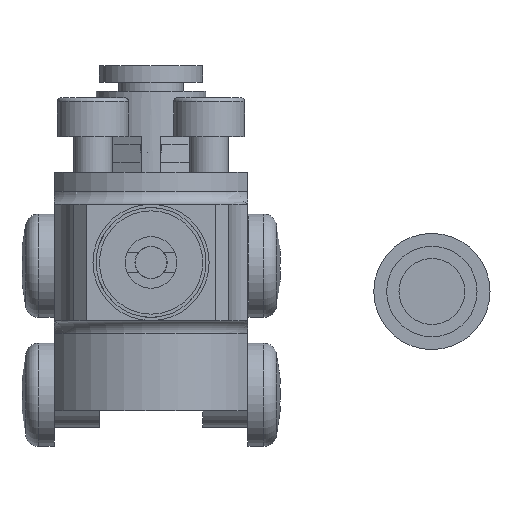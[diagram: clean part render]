
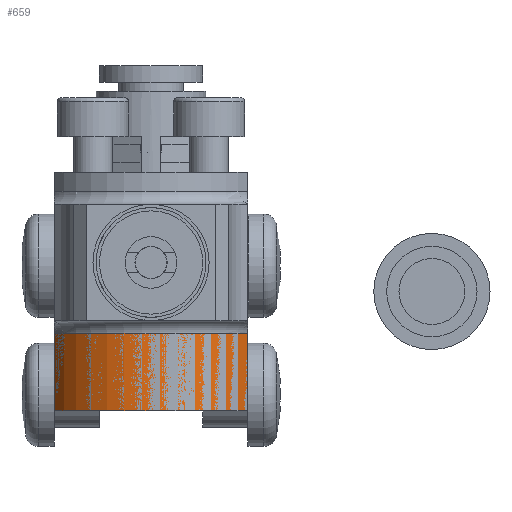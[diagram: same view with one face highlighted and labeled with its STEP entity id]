
A CAD part, left-side view. The second image highlights one B-rep face of the part: STEP entity #659.
In plain terms, the highlighted cylindrical face has radius 8.5 mm (diameter 17 mm), a partial arc.
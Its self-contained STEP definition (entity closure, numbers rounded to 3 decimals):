
#659 = ADVANCED_FACE( '', ( #974 ), #975, .T. );
#974 = FACE_OUTER_BOUND( '', #1604, .T. );
#975 = CYLINDRICAL_SURFACE( '', #1605, 8.5 );
#1604 = EDGE_LOOP( '', ( #2621, #2622, #2623, #2624 ) );
#1605 = AXIS2_PLACEMENT_3D( '', #2625, #2626, #2627 );
#2621 = ORIENTED_EDGE( '', *, *, #4348, .T. );
#2622 = ORIENTED_EDGE( '', *, *, #4435, .T. );
#2623 = ORIENTED_EDGE( '', *, *, #4436, .T. );
#2624 = ORIENTED_EDGE( '', *, *, #4437, .F. );
#2625 = CARTESIAN_POINT( '', ( 0., 0., 18. ) );
#2626 = DIRECTION( '', ( 0., 0., 1. ) );
#2627 = DIRECTION( '', ( -1., 0., 0. ) );
#4348 = EDGE_CURVE( '', #4960, #4958, #4961, .F. );
#4435 = EDGE_CURVE( '', #4958, #5120, #5121, .F. );
#4436 = EDGE_CURVE( '', #5120, #5122, #5123, .T. );
#4437 = EDGE_CURVE( '', #4960, #5122, #5124, .F. );
#4958 = VERTEX_POINT( '', #6007 );
#4960 = VERTEX_POINT( '', #6020 );
#4961 = LINE( '', #6021, #6022 );
#5120 = VERTEX_POINT( '', #6449 );
#5121 = CIRCLE( '', #6450, 8.5 );
#5122 = VERTEX_POINT( '', #6451 );
#5123 = LINE( '', #6452, #6453 );
#5124 = CIRCLE( '', #6454, 8.5 );
#6007 = CARTESIAN_POINT( '', ( 4., 7.5, -3.25 ) );
#6020 = CARTESIAN_POINT( '', ( 4., 7.5, -9.25 ) );
#6021 = CARTESIAN_POINT( '', ( 4., 7.5, 18. ) );
#6022 = VECTOR( '', #7925, 1000. );
#6449 = CARTESIAN_POINT( '', ( 4., -7.5, -3.25 ) );
#6450 = AXIS2_PLACEMENT_3D( '', #8076, #8077, #8078 );
#6451 = CARTESIAN_POINT( '', ( 4., -7.5, -9.25 ) );
#6452 = CARTESIAN_POINT( '', ( 4., -7.5, 18. ) );
#6453 = VECTOR( '', #8079, 1000. );
#6454 = AXIS2_PLACEMENT_3D( '', #8080, #8081, #8082 );
#7925 = DIRECTION( '', ( 0., 0., -1. ) );
#8076 = CARTESIAN_POINT( '', ( 0., 0., -3.25 ) );
#8077 = DIRECTION( '', ( 0., 0., 1. ) );
#8078 = DIRECTION( '', ( 1., 0., 0. ) );
#8079 = DIRECTION( '', ( 0., 0., -1. ) );
#8080 = CARTESIAN_POINT( '', ( 0., 0., -9.25 ) );
#8081 = DIRECTION( '', ( 0., 0., 1. ) );
#8082 = DIRECTION( '', ( 1., 0., 0. ) );
